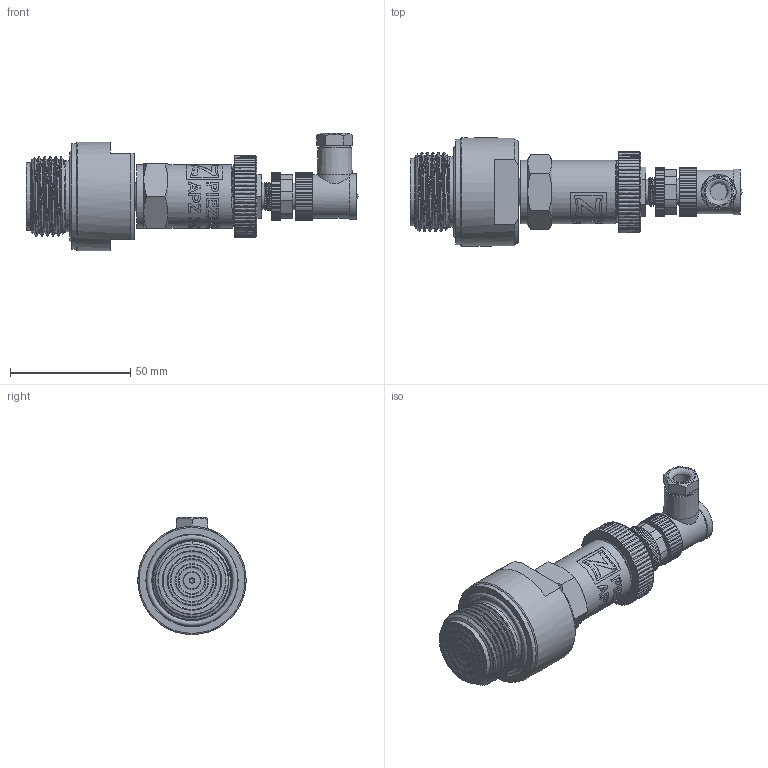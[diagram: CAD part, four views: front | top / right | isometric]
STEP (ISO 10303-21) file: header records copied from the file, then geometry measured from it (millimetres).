
FILE_DESCRIPTION(/* description */ (''),/* implementation_level */ '2;1');
FILE_NAME(/* name */ 'APZ3420m_G1DIN-flush_3.step',/* time_stamp */ '2021-07-06T15:13:28+03:00',/* author */ (''),/* organization */ (''),/* preprocessor_version */ 'ST-DEVELOPER v18.1',/* originating_system */ 'Autodesk Translation Framework v10.9.0.1377',/* authorisation */ '');
FILE_SCHEMA (('AUTOMOTIVE_DESIGN { 1 0 10303 214 3 1 1 }'));
Products named in the file (7): АПЗ 3420м заполненная; G 1/4 EN; OMAL nut M27x1.5; Ш100.000.002; M12x1 male; M12x1 female angular; G1DIN diaphragm 28 v7
Assembly tree (6 placements, depth 2):
  АПЗ 3420м заполненная
    G 1/4 EN
    OMAL nut M27x1.5
    Ш100.000.002
    M12x1 male
    M12x1 female angular
    G1DIN diaphragm 28 v7
Bounding box: 138.07 x 45 x 48.7 mm (x, y, z)
Volume: 97587.4 mm3; surface area: 31050.6 mm2
Topology: 19 solids, 19 shells, 1105 faces, 3045 edges, 2038 vertices
Faces by surface type: bspline 492, cylinder 356, plane 196, cone 37, torus 23, sphere 1
Full cylindrical faces by diameter (mm): 1 x12, 1.5 x4, 2 x1, 3.3 x1, 4 x1, 5 x2, 5.1 x1, 7 x1, 8 x1, 8.2 x1, 9.471 x2, 9.5 x2, 10.6 x2, 10.741 x6, 11 x1, 11.035 x4, 11.156 x1, 11.445 x4, 11.884 x5, 12.152 x4, 13 x1, 13.157 x9, 14 x1, 14.137 x4, 14.526 x3, 15.85 x3, 16.203 x3, 18 x1, 19 x1, 21.4 x2
Entity records: 69592 total; most frequent: CARTESIAN_POINT 44928, ORIENTED_EDGE 6088, DIRECTION 3493, EDGE_CURVE 3044, VERTEX_POINT 2038, B_SPLINE_CURVE_WITH_KNOTS 1351, AXIS2_PLACEMENT_3D 1267, EDGE_LOOP 1186
